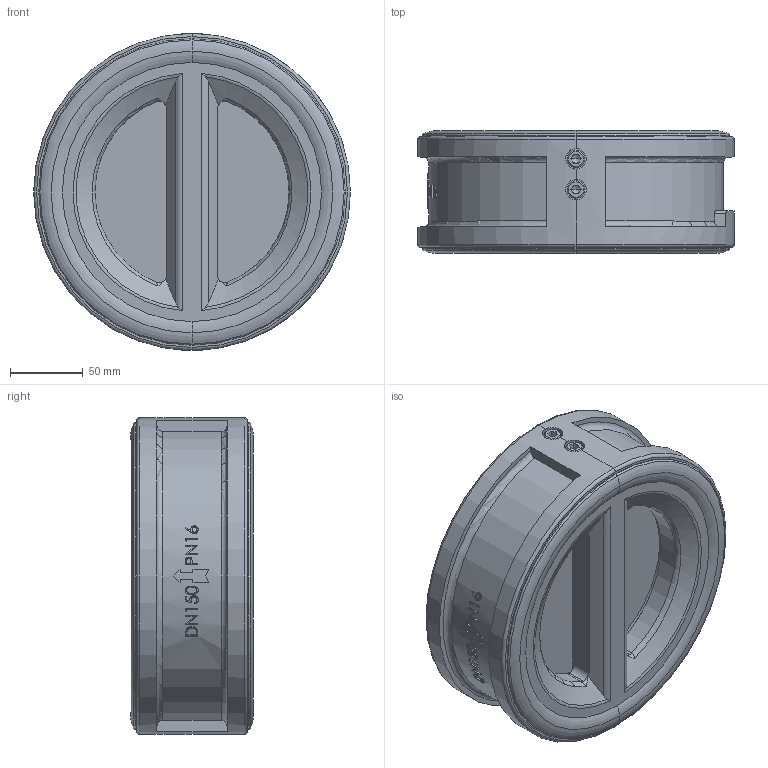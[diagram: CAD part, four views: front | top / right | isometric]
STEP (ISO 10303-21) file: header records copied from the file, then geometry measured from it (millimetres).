
FILE_DESCRIPTION (( 'STEP AP214' ), '1' );
FILE_NAME ('150·§Ìå.STEP', '2018-02-08T05:57:05', ( 'User' ), ( 'china' ), 'SwSTEP 2.0', 'SolidWorks 2012', '' );
FILE_SCHEMA (( 'AUTOMOTIVE_DESIGN' ));
Length unit declared in the file: millimetre
Products named in the file (1): 150概极
Bounding box: 217 x 84 x 217 mm (x, y, z)
Volume: 1510546.5 mm3; surface area: 236074.7 mm2
Topology: 5 solids, 11 shells, 552 faces, 1401 edges, 891 vertices
Faces by surface type: plane 237, cylinder 163, bspline 67, torus 47, cone 38
Entity records: 41233 total; most frequent: CARTESIAN_POINT 28341, ORIENTED_EDGE 2786, DIRECTION 2473, EDGE_CURVE 1393, AXIS2_PLACEMENT_3D 951, VERTEX_POINT 891, EDGE_LOOP 616, VECTOR 571
